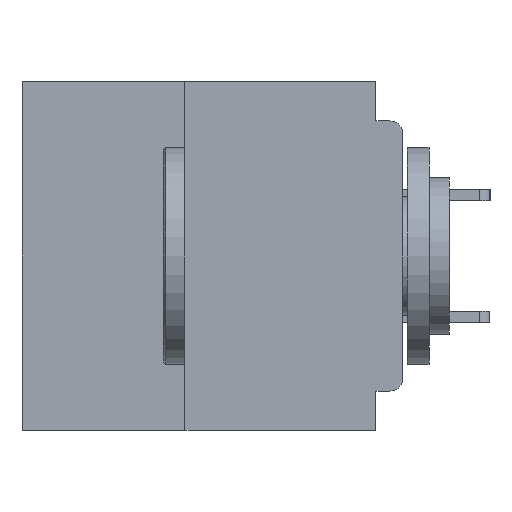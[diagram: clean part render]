
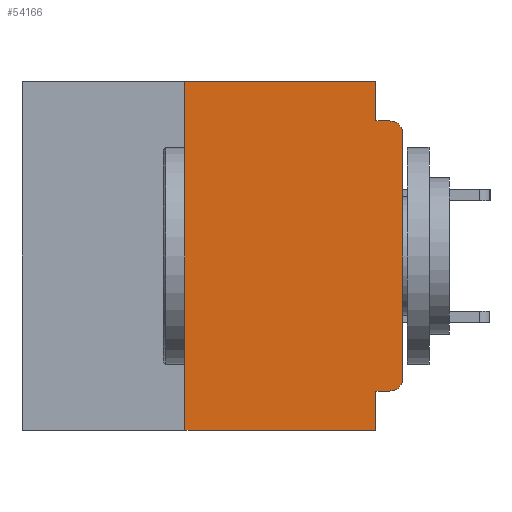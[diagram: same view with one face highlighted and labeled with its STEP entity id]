
A CAD part, left-side view. The second image highlights one B-rep face of the part: STEP entity #54166.
In plain terms, the highlighted planar face has unit normal (-1, 0, 0).
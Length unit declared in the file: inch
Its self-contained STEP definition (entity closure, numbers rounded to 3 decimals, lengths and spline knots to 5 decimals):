
#2412 = CARTESIAN_POINT ( 'NONE',  ( 0., 0.437, 0. ) ) ;
#2659 = CARTESIAN_POINT ( 'NONE',  ( 0., 0.031, 0. ) ) ;
#3062 = DIRECTION ( 'NONE',  ( 0., 0., -1. ) ) ;
#3417 = VECTOR ( 'NONE', #50394, 39.37008 ) ;
#7672 = LINE ( 'NONE', #47051, #46370 ) ;
#8830 = DIRECTION ( 'NONE',  ( 0., 0., -1. ) ) ;
#9147 = CIRCLE ( 'NONE', #57495, 0.015 ) ;
#11321 = CARTESIAN_POINT ( 'NONE',  ( 0., 0.437, -0.4 ) ) ;
#11361 = AXIS2_PLACEMENT_3D ( 'NONE', #61540, #47309, #18352 ) ;
#11499 = CARTESIAN_POINT ( 'NONE',  ( 0., 0., -0.06 ) ) ;
#12711 = CARTESIAN_POINT ( 'NONE',  ( 0., 0., 0. ) ) ;
#13361 = VECTOR ( 'NONE', #31112, 39.37008 ) ;
#14217 = EDGE_CURVE ( 'NONE', #15731, #58637, #29365, .T. ) ;
#14718 = CARTESIAN_POINT ( 'NONE',  ( 0., 0.015, -0.045 ) ) ;
#15731 = VERTEX_POINT ( 'NONE', #44157 ) ;
#15855 = EDGE_CURVE ( 'NONE', #29094, #37866, #56232, .T. ) ;
#16021 = VECTOR ( 'NONE', #50999, 39.37008 ) ;
#16070 = CARTESIAN_POINT ( 'NONE',  ( 0., 0.031, -0.045 ) ) ;
#16120 = ORIENTED_EDGE ( 'NONE', *, *, #22176, .F. ) ;
#18352 = DIRECTION ( 'NONE',  ( 0., 0., -1. ) ) ;
#18442 = CARTESIAN_POINT ( 'NONE',  ( 0., 0.031, -0.4 ) ) ;
#19956 = DIRECTION ( 'NONE',  ( -1., 0., 0. ) ) ;
#22176 = EDGE_CURVE ( 'NONE', #29094, #39250, #7672, .T. ) ;
#22724 = EDGE_CURVE ( 'NONE', #39250, #29379, #41793, .T. ) ;
#25209 = CARTESIAN_POINT ( 'NONE',  ( 0., 0.031, -0.4 ) ) ;
#25800 = CARTESIAN_POINT ( 'NONE',  ( 0., 0.015, -0.06 ) ) ;
#26284 = LINE ( 'NONE', #35978, #13361 ) ;
#28131 = VERTEX_POINT ( 'NONE', #16070 ) ;
#28407 = ORIENTED_EDGE ( 'NONE', *, *, #14217, .F. ) ;
#29094 = VERTEX_POINT ( 'NONE', #56905 ) ;
#29365 = LINE ( 'NONE', #55203, #3417 ) ;
#29379 = VERTEX_POINT ( 'NONE', #2659 ) ;
#30146 = LINE ( 'NONE', #12711, #52733 ) ;
#30378 = EDGE_CURVE ( 'NONE', #56542, #58167, #9147, .T. ) ;
#30656 = DIRECTION ( 'NONE',  ( 0., 0., -1. ) ) ;
#31112 = DIRECTION ( 'NONE',  ( 0., -1., 0. ) ) ;
#32906 = CARTESIAN_POINT ( 'NONE',  ( 0., 0.031, -0.355 ) ) ;
#35219 = LINE ( 'NONE', #18442, #45007 ) ;
#35817 = EDGE_CURVE ( 'NONE', #29379, #28131, #41287, .T. ) ;
#35904 = EDGE_CURVE ( 'NONE', #58637, #37866, #35219, .T. ) ;
#35937 = CARTESIAN_POINT ( 'NONE',  ( 0., 0., -0.34 ) ) ;
#35978 = CARTESIAN_POINT ( 'NONE',  ( 0., 0., -0.045 ) ) ;
#36340 = ORIENTED_EDGE ( 'NONE', *, *, #35904, .F. ) ;
#37866 = VERTEX_POINT ( 'NONE', #25209 ) ;
#38547 = VERTEX_POINT ( 'NONE', #35937 ) ;
#39250 = VERTEX_POINT ( 'NONE', #45958 ) ;
#40377 = DIRECTION ( 'NONE',  ( 0., -1., 0. ) ) ;
#41287 = LINE ( 'NONE', #46776, #52543 ) ;
#41793 = LINE ( 'NONE', #2412, #16021 ) ;
#41800 = EDGE_LOOP ( 'NONE', ( #54915, #46206, #54324, #62220, #57767, #16120, #54630, #36340, #28407, #50697 ) ) ;
#42480 = PLANE ( 'NONE',  #11361 ) ;
#42708 = EDGE_CURVE ( 'NONE', #15731, #38547, #47601, .T. ) ;
#43457 = VECTOR ( 'NONE', #40377, 39.37008 ) ;
#44157 = CARTESIAN_POINT ( 'NONE',  ( 0., 0.015, -0.355 ) ) ;
#45007 = VECTOR ( 'NONE', #8830, 39.37008 ) ;
#45958 = CARTESIAN_POINT ( 'NONE',  ( 0., 0.25, 0. ) ) ;
#46041 = EDGE_CURVE ( 'NONE', #28131, #58167, #26284, .T. ) ;
#46206 = ORIENTED_EDGE ( 'NONE', *, *, #30378, .T. ) ;
#46370 = VECTOR ( 'NONE', #56498, 39.37008 ) ;
#46538 = DIRECTION ( 'NONE',  ( 0., 0., 1. ) ) ;
#46776 = CARTESIAN_POINT ( 'NONE',  ( 0., 0.031, 0. ) ) ;
#47051 = CARTESIAN_POINT ( 'NONE',  ( 0., 0.25, -0.4 ) ) ;
#47309 = DIRECTION ( 'NONE',  ( 1., 0., 0. ) ) ;
#47601 = CIRCLE ( 'NONE', #55809, 0.015 ) ;
#48887 = CARTESIAN_POINT ( 'NONE',  ( 0., 0.015, -0.34 ) ) ;
#50394 = DIRECTION ( 'NONE',  ( 0., 1., 0. ) ) ;
#50697 = ORIENTED_EDGE ( 'NONE', *, *, #42708, .T. ) ;
#50999 = DIRECTION ( 'NONE',  ( 0., -1., 0. ) ) ;
#52543 = VECTOR ( 'NONE', #3062, 39.37008 ) ;
#52733 = VECTOR ( 'NONE', #46538, 39.37008 ) ;
#53705 = DIRECTION ( 'NONE',  ( 0., 0., -1. ) ) ;
#54166 = ADVANCED_FACE ( 'NONE', ( #54925 ), #42480, .F. ) ;
#54324 = ORIENTED_EDGE ( 'NONE', *, *, #46041, .F. ) ;
#54630 = ORIENTED_EDGE ( 'NONE', *, *, #15855, .T. ) ;
#54915 = ORIENTED_EDGE ( 'NONE', *, *, #59124, .T. ) ;
#54925 = FACE_OUTER_BOUND ( 'NONE', #41800, .T. ) ;
#55203 = CARTESIAN_POINT ( 'NONE',  ( 0., 0., -0.355 ) ) ;
#55809 = AXIS2_PLACEMENT_3D ( 'NONE', #48887, #19956, #53705 ) ;
#56232 = LINE ( 'NONE', #11321, #43457 ) ;
#56498 = DIRECTION ( 'NONE',  ( 0., 0., 1. ) ) ;
#56542 = VERTEX_POINT ( 'NONE', #11499 ) ;
#56905 = CARTESIAN_POINT ( 'NONE',  ( 0., 0.25, -0.4 ) ) ;
#57495 = AXIS2_PLACEMENT_3D ( 'NONE', #25800, #59453, #30656 ) ;
#57767 = ORIENTED_EDGE ( 'NONE', *, *, #22724, .F. ) ;
#58167 = VERTEX_POINT ( 'NONE', #14718 ) ;
#58637 = VERTEX_POINT ( 'NONE', #32906 ) ;
#59124 = EDGE_CURVE ( 'NONE', #38547, #56542, #30146, .T. ) ;
#59453 = DIRECTION ( 'NONE',  ( -1., 0., 0. ) ) ;
#61540 = CARTESIAN_POINT ( 'NONE',  ( 0., 0.437, 0. ) ) ;
#62220 = ORIENTED_EDGE ( 'NONE', *, *, #35817, .F. ) ;
